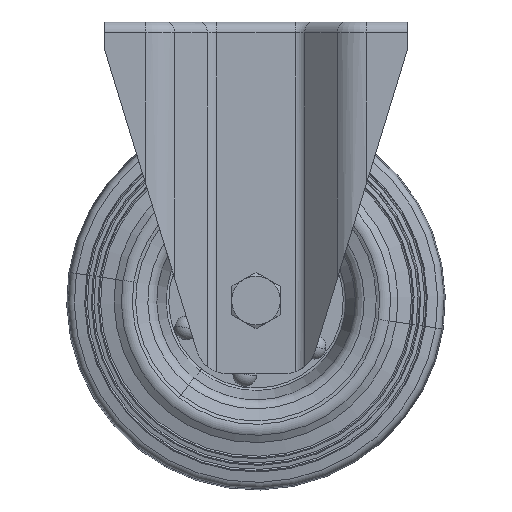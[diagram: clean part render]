
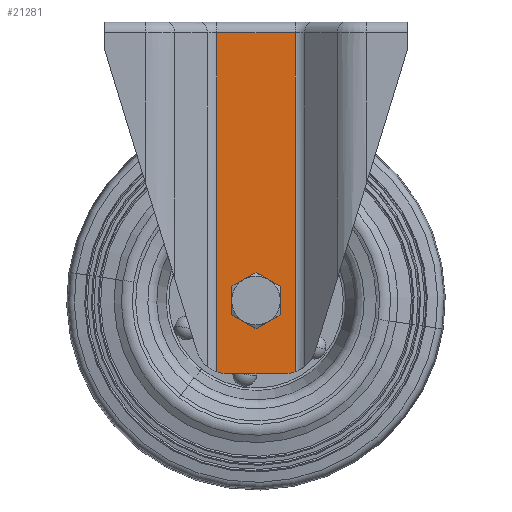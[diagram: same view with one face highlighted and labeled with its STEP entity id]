
A CAD part, top view. The second image highlights one B-rep face of the part: STEP entity #21281.
In plain terms, the highlighted planar face has unit normal (0, 0, 1).
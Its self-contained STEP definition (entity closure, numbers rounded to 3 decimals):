
#66 = AXIS2_PLACEMENT_3D ( 'NONE', #11396, #26021, #13486 ) ;
#361 = AXIS2_PLACEMENT_3D ( 'NONE', #21280, #8769, #23378 ) ;
#437 = CARTESIAN_POINT ( 'NONE',  ( 10.433, -118., 28.5 ) ) ;
#590 = VERTEX_POINT ( 'NONE', #24045 ) ;
#748 = EDGE_CURVE ( 'NONE', #15977, #12028, #3517, .T. ) ;
#750 = CARTESIAN_POINT ( 'NONE',  ( 6.1, -103., 28.5 ) ) ;
#1533 = CIRCLE ( 'NONE', #361, 6.1 ) ;
#2441 = DIRECTION ( 'NONE',  ( 1., 0., 0. ) ) ;
#3167 = EDGE_LOOP ( 'NONE', ( #6188, #25175 ) ) ;
#3517 = LINE ( 'NONE', #24141, #19397 ) ;
#3548 = VERTEX_POINT ( 'NONE', #20336 ) ;
#3715 = VERTEX_POINT ( 'NONE', #14685 ) ;
#4910 = AXIS2_PLACEMENT_3D ( 'NONE', #19378, #6952, #21532 ) ;
#5530 = EDGE_CURVE ( 'NONE', #26583, #15977, #17257, .T. ) ;
#5561 = EDGE_CURVE ( 'NONE', #12028, #3715, #12432, .T. ) ;
#5658 = CARTESIAN_POINT ( 'NONE',  ( -10.433, -130., 28.5 ) ) ;
#6188 = ORIENTED_EDGE ( 'NONE', *, *, #8934, .F. ) ;
#6309 = DIRECTION ( 'NONE',  ( 0., 1., 0. ) ) ;
#6312 = VECTOR ( 'NONE', #10500, 1000. ) ;
#6952 = DIRECTION ( 'NONE',  ( 0., 0., 1. ) ) ;
#7013 = AXIS2_PLACEMENT_3D ( 'NONE', #437, #14815, #2441 ) ;
#7087 = AXIS2_PLACEMENT_3D ( 'NONE', #23308, #10777, #25418 ) ;
#7608 = LINE ( 'NONE', #8048, #13125 ) ;
#8048 = CARTESIAN_POINT ( 'NONE',  ( 16.5, -130., 28.5 ) ) ;
#8164 = CARTESIAN_POINT ( 'NONE',  ( 14.429, 0., 28.5 ) ) ;
#8432 = CARTESIAN_POINT ( 'NONE',  ( -14.429, -128.353, 28.5 ) ) ;
#8769 = DIRECTION ( 'NONE',  ( 0., 0., 1. ) ) ;
#8934 = EDGE_CURVE ( 'NONE', #14744, #590, #1533, .T. ) ;
#10500 = DIRECTION ( 'NONE',  ( 0., -1., 0. ) ) ;
#10592 = EDGE_CURVE ( 'NONE', #3715, #18834, #19499, .T. ) ;
#10777 = DIRECTION ( 'NONE',  ( 0., 0., 1. ) ) ;
#11396 = CARTESIAN_POINT ( 'NONE',  ( 16.5, -130., 28.5 ) ) ;
#11523 = FACE_BOUND ( 'NONE', #3167, .T. ) ;
#11760 = VECTOR ( 'NONE', #6309, 1000. ) ;
#12028 = VERTEX_POINT ( 'NONE', #22293 ) ;
#12383 = DIRECTION ( 'NONE',  ( 1., 0., 0. ) ) ;
#12432 = LINE ( 'NONE', #8432, #6312 ) ;
#13125 = VECTOR ( 'NONE', #12383, 1000. ) ;
#13232 = EDGE_CURVE ( 'NONE', #3548, #26583, #23338, .T. ) ;
#13486 = DIRECTION ( 'NONE',  ( 1., 0., 0. ) ) ;
#13516 = ORIENTED_EDGE ( 'NONE', *, *, #13232, .T. ) ;
#14685 = CARTESIAN_POINT ( 'NONE',  ( -14.429, -129.315, 28.5 ) ) ;
#14744 = VERTEX_POINT ( 'NONE', #750 ) ;
#14815 = DIRECTION ( 'NONE',  ( 0., 0., 1. ) ) ;
#15456 = PLANE ( 'NONE',  #66 ) ;
#15977 = VERTEX_POINT ( 'NONE', #20280 ) ;
#16504 = ORIENTED_EDGE ( 'NONE', *, *, #5561, .T. ) ;
#17257 = LINE ( 'NONE', #8164, #11760 ) ;
#17339 = CIRCLE ( 'NONE', #4910, 6.1 ) ;
#17395 = EDGE_LOOP ( 'NONE', ( #19582, #25307, #16504, #25112, #20935, #13516 ) ) ;
#18834 = VERTEX_POINT ( 'NONE', #5658 ) ;
#19378 = CARTESIAN_POINT ( 'NONE',  ( 0., -103., 28.5 ) ) ;
#19397 = VECTOR ( 'NONE', #23758, 1000. ) ;
#19499 = CIRCLE ( 'NONE', #7087, 12. ) ;
#19582 = ORIENTED_EDGE ( 'NONE', *, *, #5530, .T. ) ;
#20280 = CARTESIAN_POINT ( 'NONE',  ( 14.429, -4., 28.5 ) ) ;
#20336 = CARTESIAN_POINT ( 'NONE',  ( 10.433, -130., 28.5 ) ) ;
#20722 = CARTESIAN_POINT ( 'NONE',  ( 14.429, -129.315, 28.5 ) ) ;
#20935 = ORIENTED_EDGE ( 'NONE', *, *, #21542, .T. ) ;
#21280 = CARTESIAN_POINT ( 'NONE',  ( 0., -103., 28.5 ) ) ;
#21281 = ADVANCED_FACE ( 'NONE', ( #11523, #21998 ), #15456, .T. ) ;
#21532 = DIRECTION ( 'NONE',  ( 1., 0., 0. ) ) ;
#21542 = EDGE_CURVE ( 'NONE', #18834, #3548, #7608, .T. ) ;
#21998 = FACE_OUTER_BOUND ( 'NONE', #17395, .T. ) ;
#22293 = CARTESIAN_POINT ( 'NONE',  ( -14.429, -4., 28.5 ) ) ;
#23185 = EDGE_CURVE ( 'NONE', #590, #14744, #17339, .T. ) ;
#23308 = CARTESIAN_POINT ( 'NONE',  ( -10.433, -118., 28.5 ) ) ;
#23338 = CIRCLE ( 'NONE', #7013, 12. ) ;
#23378 = DIRECTION ( 'NONE',  ( 1., 0., 0. ) ) ;
#23758 = DIRECTION ( 'NONE',  ( -1., 0., 0. ) ) ;
#24045 = CARTESIAN_POINT ( 'NONE',  ( -6.1, -103., 28.5 ) ) ;
#24141 = CARTESIAN_POINT ( 'NONE',  ( 16.5, -4., 28.5 ) ) ;
#25112 = ORIENTED_EDGE ( 'NONE', *, *, #10592, .T. ) ;
#25175 = ORIENTED_EDGE ( 'NONE', *, *, #23185, .F. ) ;
#25307 = ORIENTED_EDGE ( 'NONE', *, *, #748, .T. ) ;
#25418 = DIRECTION ( 'NONE',  ( 1., 0., 0. ) ) ;
#26021 = DIRECTION ( 'NONE',  ( 0., 0., 1. ) ) ;
#26583 = VERTEX_POINT ( 'NONE', #20722 ) ;
